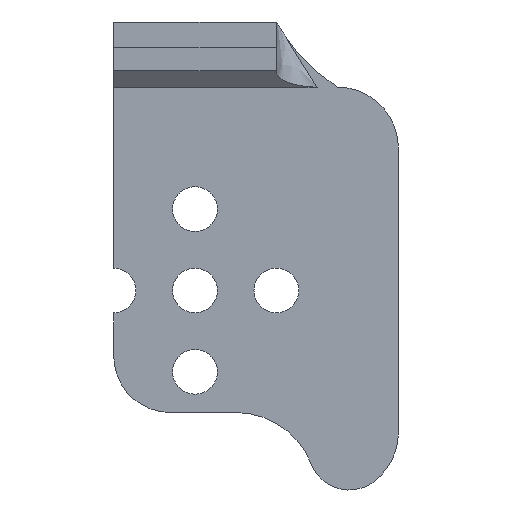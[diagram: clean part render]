
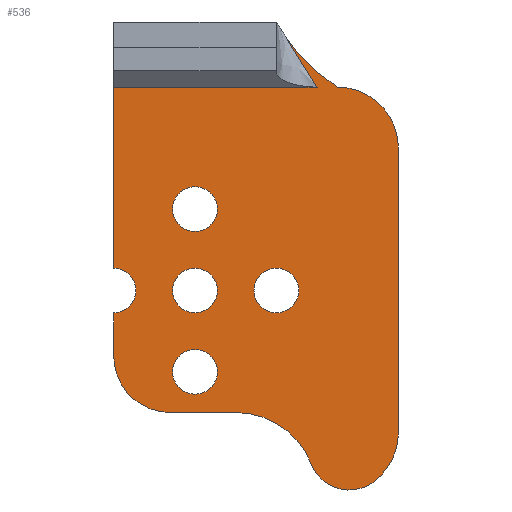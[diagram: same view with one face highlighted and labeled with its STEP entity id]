
A CAD part, front view. The second image highlights one B-rep face of the part: STEP entity #536.
In plain terms, the highlighted planar face has unit normal (0, -1, 0).
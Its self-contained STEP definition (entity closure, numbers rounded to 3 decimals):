
#23=FACE_BOUND('',#80,.T.);
#24=FACE_BOUND('',#81,.T.);
#25=FACE_BOUND('',#82,.T.);
#26=FACE_BOUND('',#83,.T.);
#36=PLANE('',#581);
#51=FACE_OUTER_BOUND('',#79,.T.);
#79=EDGE_LOOP('',(#375,#376,#377,#378,#379,#380,#381,#382,#383,#384,#385,
#386,#387));
#80=EDGE_LOOP('',(#388));
#81=EDGE_LOOP('',(#389));
#82=EDGE_LOOP('',(#390));
#83=EDGE_LOOP('',(#391));
#119=LINE('',#804,#167);
#122=LINE('',#810,#170);
#123=LINE('',#818,#171);
#124=LINE('',#824,#172);
#125=LINE('',#826,#173);
#126=LINE('',#828,#174);
#167=VECTOR('',#645,10.);
#170=VECTOR('',#650,10.);
#171=VECTOR('',#657,10.);
#172=VECTOR('',#662,10.);
#173=VECTOR('',#663,10.);
#174=VECTOR('',#664,10.);
#214=CIRCLE('',#579,7.);
#215=CIRCLE('',#582,10.);
#216=CIRCLE('',#583,5.);
#217=CIRCLE('',#584,7.5);
#218=CIRCLE('',#585,7.5);
#219=CIRCLE('',#586,21.5);
#220=CIRCLE('',#587,2.75);
#221=CIRCLE('',#588,2.75);
#222=CIRCLE('',#589,2.75);
#223=CIRCLE('',#590,2.75);
#224=CIRCLE('',#591,2.75);
#241=VERTEX_POINT('',#797);
#242=VERTEX_POINT('',#799);
#243=VERTEX_POINT('',#803);
#245=VERTEX_POINT('',#809);
#246=VERTEX_POINT('',#811);
#247=VERTEX_POINT('',#813);
#248=VERTEX_POINT('',#815);
#249=VERTEX_POINT('',#817);
#250=VERTEX_POINT('',#819);
#251=VERTEX_POINT('',#821);
#252=VERTEX_POINT('',#823);
#253=VERTEX_POINT('',#825);
#254=VERTEX_POINT('',#827);
#255=VERTEX_POINT('',#830);
#256=VERTEX_POINT('',#832);
#257=VERTEX_POINT('',#834);
#258=VERTEX_POINT('',#836);
#292=EDGE_CURVE('',#241,#242,#214,.T.);
#294=EDGE_CURVE('',#243,#242,#119,.T.);
#297=EDGE_CURVE('',#241,#245,#122,.T.);
#298=EDGE_CURVE('',#246,#245,#215,.T.);
#299=EDGE_CURVE('',#247,#246,#216,.T.);
#300=EDGE_CURVE('',#248,#247,#217,.T.);
#301=EDGE_CURVE('',#248,#249,#123,.T.);
#302=EDGE_CURVE('',#250,#249,#218,.T.);
#303=EDGE_CURVE('',#251,#250,#219,.T.);
#304=EDGE_CURVE('',#251,#252,#124,.T.);
#305=EDGE_CURVE('',#252,#253,#125,.T.);
#306=EDGE_CURVE('',#253,#254,#126,.T.);
#307=EDGE_CURVE('',#243,#254,#220,.T.);
#308=EDGE_CURVE('',#255,#255,#221,.T.);
#309=EDGE_CURVE('',#256,#256,#222,.T.);
#310=EDGE_CURVE('',#257,#257,#223,.T.);
#311=EDGE_CURVE('',#258,#258,#224,.T.);
#375=ORIENTED_EDGE('',*,*,#292,.F.);
#376=ORIENTED_EDGE('',*,*,#297,.T.);
#377=ORIENTED_EDGE('',*,*,#298,.F.);
#378=ORIENTED_EDGE('',*,*,#299,.F.);
#379=ORIENTED_EDGE('',*,*,#300,.F.);
#380=ORIENTED_EDGE('',*,*,#301,.T.);
#381=ORIENTED_EDGE('',*,*,#302,.F.);
#382=ORIENTED_EDGE('',*,*,#303,.F.);
#383=ORIENTED_EDGE('',*,*,#304,.T.);
#384=ORIENTED_EDGE('',*,*,#305,.T.);
#385=ORIENTED_EDGE('',*,*,#306,.T.);
#386=ORIENTED_EDGE('',*,*,#307,.F.);
#387=ORIENTED_EDGE('',*,*,#294,.T.);
#388=ORIENTED_EDGE('',*,*,#308,.F.);
#389=ORIENTED_EDGE('',*,*,#309,.F.);
#390=ORIENTED_EDGE('',*,*,#310,.F.);
#391=ORIENTED_EDGE('',*,*,#311,.F.);
#536=ADVANCED_FACE('',(#51,#23,#24,#25,#26),#36,.F.);
#579=AXIS2_PLACEMENT_3D('',#800,#640,#641);
#581=AXIS2_PLACEMENT_3D('',#808,#648,#649);
#582=AXIS2_PLACEMENT_3D('',#812,#651,#652);
#583=AXIS2_PLACEMENT_3D('',#814,#653,#654);
#584=AXIS2_PLACEMENT_3D('',#816,#655,#656);
#585=AXIS2_PLACEMENT_3D('',#820,#658,#659);
#586=AXIS2_PLACEMENT_3D('',#822,#660,#661);
#587=AXIS2_PLACEMENT_3D('',#829,#665,#666);
#588=AXIS2_PLACEMENT_3D('',#831,#667,#668);
#589=AXIS2_PLACEMENT_3D('',#833,#669,#670);
#590=AXIS2_PLACEMENT_3D('',#835,#671,#672);
#591=AXIS2_PLACEMENT_3D('',#837,#673,#674);
#640=DIRECTION('center_axis',(0.,1.,0.));
#641=DIRECTION('ref_axis',(-0.707,0.,-0.707));
#645=DIRECTION('',(0.,0.,-1.));
#648=DIRECTION('center_axis',(0.,1.,0.));
#649=DIRECTION('ref_axis',(1.,0.,0.));
#650=DIRECTION('',(1.,0.,0.));
#651=DIRECTION('center_axis',(0.,-1.,0.));
#652=DIRECTION('ref_axis',(0.707,0.,0.707));
#653=DIRECTION('center_axis',(0.,1.,0.));
#654=DIRECTION('ref_axis',(-0.586,0.,0.81));
#655=DIRECTION('center_axis',(0.,1.,0.));
#656=DIRECTION('ref_axis',(1.,0.,0.));
#657=DIRECTION('',(0.,0.,1.));
#658=DIRECTION('center_axis',(0.,1.,0.));
#659=DIRECTION('ref_axis',(1.,0.,0.));
#660=DIRECTION('center_axis',(0.,-1.,0.));
#661=DIRECTION('ref_axis',(-0.535,0.,-0.845));
#662=DIRECTION('',(0.53,0.,-0.848));
#663=DIRECTION('',(-1.,0.,0.));
#664=DIRECTION('',(0.,0.,-1.));
#665=DIRECTION('center_axis',(0.,-1.,0.));
#666=DIRECTION('ref_axis',(1.,0.,0.));
#667=DIRECTION('center_axis',(0.,-1.,0.));
#668=DIRECTION('ref_axis',(1.,0.,0.));
#669=DIRECTION('center_axis',(0.,-1.,0.));
#670=DIRECTION('ref_axis',(1.,0.,0.));
#671=DIRECTION('center_axis',(0.,-1.,0.));
#672=DIRECTION('ref_axis',(1.,0.,0.));
#673=DIRECTION('center_axis',(0.,-1.,0.));
#674=DIRECTION('ref_axis',(1.,0.,0.));
#797=CARTESIAN_POINT('',(22.,0.,10.));
#799=CARTESIAN_POINT('',(15.,0.,17.));
#800=CARTESIAN_POINT('Origin',(22.,0.,17.));
#803=CARTESIAN_POINT('',(15.,0.,22.25));
#804=CARTESIAN_POINT('',(15.,0.,23.625));
#808=CARTESIAN_POINT('Origin',(25.,0.,25.));
#809=CARTESIAN_POINT('',(30.,0.,10.));
#810=CARTESIAN_POINT('',(20.,0.,10.));
#811=CARTESIAN_POINT('',(39.31,0.,3.65));
#812=CARTESIAN_POINT('Origin',(30.,0.,0.));
#813=CARTESIAN_POINT('',(46.895,0.,1.423));
#814=CARTESIAN_POINT('Origin',(43.965,0.,5.474));
#815=CARTESIAN_POINT('',(50.,0.,7.5));
#816=CARTESIAN_POINT('Origin',(42.5,0.,7.5));
#817=CARTESIAN_POINT('',(50.,0.,42.5));
#818=CARTESIAN_POINT('',(50.,0.,0.));
#819=CARTESIAN_POINT('',(42.5,0.,50.));
#820=CARTESIAN_POINT('Origin',(42.5,0.,42.5));
#821=CARTESIAN_POINT('',(35.768,0.,56.771));
#822=CARTESIAN_POINT('Origin',(54.,0.,68.166));
#823=CARTESIAN_POINT('',(40.,0.,50.));
#824=CARTESIAN_POINT('',(35.,0.,58.));
#825=CARTESIAN_POINT('',(15.,0.,50.));
#826=CARTESIAN_POINT('',(22.5,0.,50.));
#827=CARTESIAN_POINT('',(15.,0.,27.75));
#828=CARTESIAN_POINT('',(15.,0.,37.5));
#829=CARTESIAN_POINT('Origin',(15.,0.,25.));
#830=CARTESIAN_POINT('',(22.25,0.,15.));
#831=CARTESIAN_POINT('Origin',(25.,0.,15.));
#832=CARTESIAN_POINT('',(32.25,0.,25.));
#833=CARTESIAN_POINT('Origin',(35.,0.,25.));
#834=CARTESIAN_POINT('',(22.25,0.,35.));
#835=CARTESIAN_POINT('Origin',(25.,0.,35.));
#836=CARTESIAN_POINT('',(22.25,0.,25.));
#837=CARTESIAN_POINT('Origin',(25.,0.,25.));
